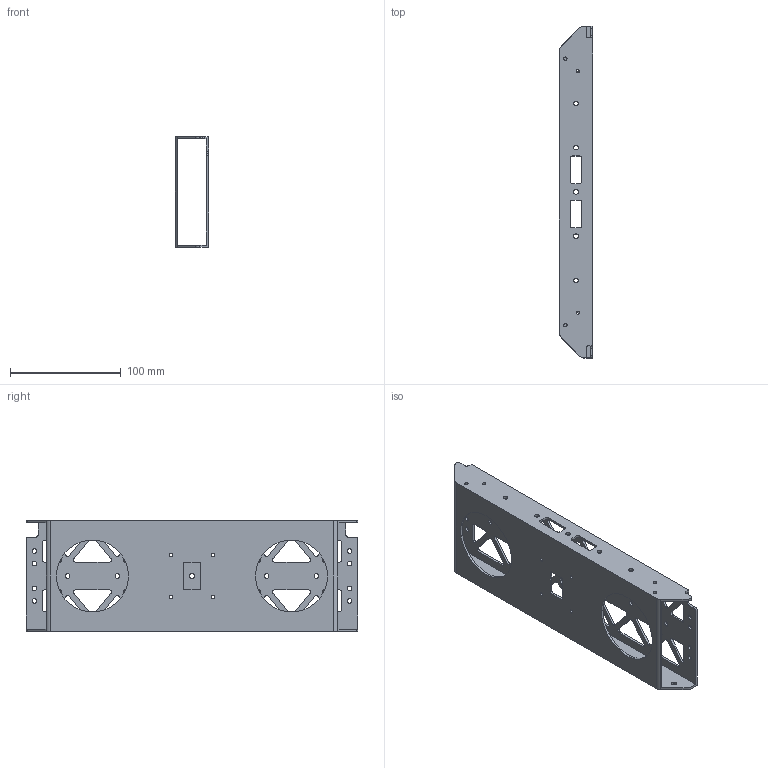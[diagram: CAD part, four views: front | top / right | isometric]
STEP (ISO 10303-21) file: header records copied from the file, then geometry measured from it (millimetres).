
FILE_DESCRIPTION(/* description */ (''),/* implementation_level */ '2;1');
FILE_NAME(/* name */ 'part7_8.step',/* time_stamp */ '2025-06-18T02:28:53+03:00',/* author */ (''),/* organization */ (''),/* preprocessor_version */ 'ST-DEVELOPER v20.1',/* originating_system */ 'Autodesk Translation Framework v14.10.0.0',/* authorisation */ '');
FILE_SCHEMA (('AUTOMOTIVE_DESIGN { 1 0 10303 214 3 1 1 }'));
Length unit declared in the file: millimetre
Products named in the file (5): Drone_Assembly; 1000-AirframeStructure; 1200-Beams; 1220-BatteryWalls; 100x30x2_300
Assembly tree (4 placements, depth 5):
  Drone_Assembly
    1000-AirframeStructure
      1200-Beams
        1220-BatteryWalls
          100x30x2_300
Bounding box: 30 x 300 x 100 mm (x, y, z)
Volume: 103602.9 mm3; surface area: 111942.9 mm2
Topology: 1 solids, 1 shells, 288 faces, 864 edges, 576 vertices
Faces by surface type: cylinder 170, plane 118
Full cylindrical faces by diameter (mm): 3 x8, 4.2 x24, 4.3 x4, 9 x4, 65 x2
Entity records: 10292 total; most frequent: DIRECTION 1798, CARTESIAN_POINT 1737, ORIENTED_EDGE 1728, EDGE_CURVE 864, AXIS2_PLACEMENT_3D 637, VERTEX_POINT 576, LINE 524, VECTOR 524
